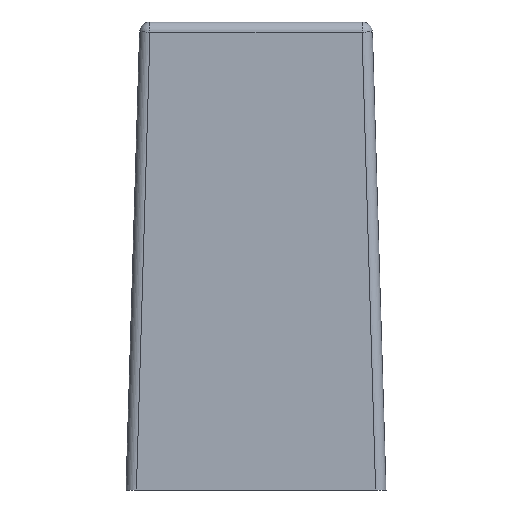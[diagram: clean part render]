
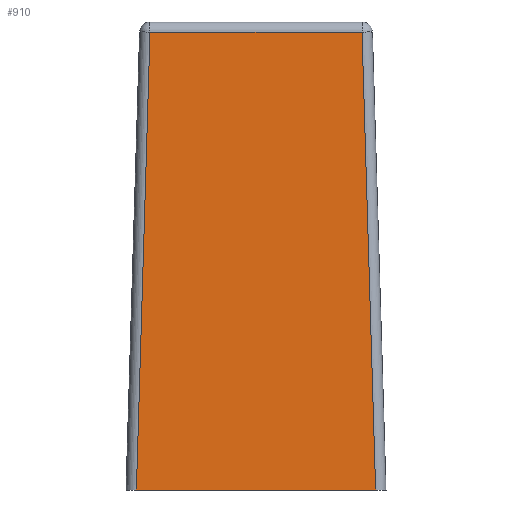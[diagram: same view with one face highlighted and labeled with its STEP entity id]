
A CAD part, front view. The second image highlights one B-rep face of the part: STEP entity #910.
In plain terms, the highlighted planar face has unit normal (0, -1, 0.03).
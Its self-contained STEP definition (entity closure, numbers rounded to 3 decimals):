
#78=FACE_OUTER_BOUND('',#129,.T.);
#129=EDGE_LOOP('',(#734,#735,#736,#737));
#219=LINE('',#1436,#331);
#222=LINE('',#1441,#334);
#228=LINE('',#1456,#340);
#235=LINE('',#1470,#347);
#331=VECTOR('',#1163,10.);
#334=VECTOR('',#1170,10.);
#340=VECTOR('',#1186,10.);
#347=VECTOR('',#1203,10.);
#427=VERTEX_POINT('',#1412);
#433=VERTEX_POINT('',#1426);
#435=VERTEX_POINT('',#1432);
#440=VERTEX_POINT('',#1454);
#537=EDGE_CURVE('',#433,#435,#219,.T.);
#540=EDGE_CURVE('',#427,#433,#222,.T.);
#548=EDGE_CURVE('',#440,#427,#228,.T.);
#556=EDGE_CURVE('',#435,#440,#235,.T.);
#734=ORIENTED_EDGE('',*,*,#537,.F.);
#735=ORIENTED_EDGE('',*,*,#540,.F.);
#736=ORIENTED_EDGE('',*,*,#548,.F.);
#737=ORIENTED_EDGE('',*,*,#556,.F.);
#859=PLANE('',#997);
#910=ADVANCED_FACE('',(#78),#859,.T.);
#997=AXIS2_PLACEMENT_3D('',#1469,#1201,#1202);
#1163=DIRECTION('',(0.03,-0.03,-0.999));
#1170=DIRECTION('',(1.,0.,0.));
#1186=DIRECTION('',(0.03,0.03,0.999));
#1201=DIRECTION('center_axis',(0.,-1.,
0.03));
#1202=DIRECTION('ref_axis',(1.,0.,0.));
#1203=DIRECTION('',(-1.,0.,0.));
#1412=CARTESIAN_POINT('',(-2.039,-2.239,8.806));
#1426=CARTESIAN_POINT('',(2.039,-2.239,8.806));
#1432=CARTESIAN_POINT('',(2.3,-2.5,0.));
#1436=CARTESIAN_POINT('',(2.298,-2.498,0.068));
#1441=CARTESIAN_POINT('',(1.25,-2.239,8.806));
#1454=CARTESIAN_POINT('',(-2.3,-2.5,0.));
#1456=CARTESIAN_POINT('',(-2.298,-2.498,0.068));
#1469=CARTESIAN_POINT('Origin',(2.5,-2.5,0.));
#1470=CARTESIAN_POINT('',(2.5,-2.5,0.));
